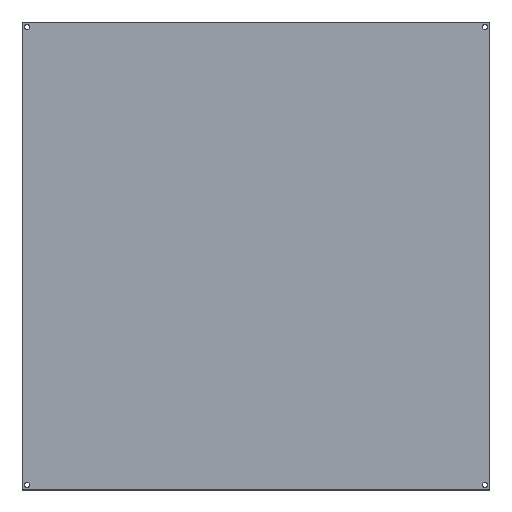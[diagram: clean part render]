
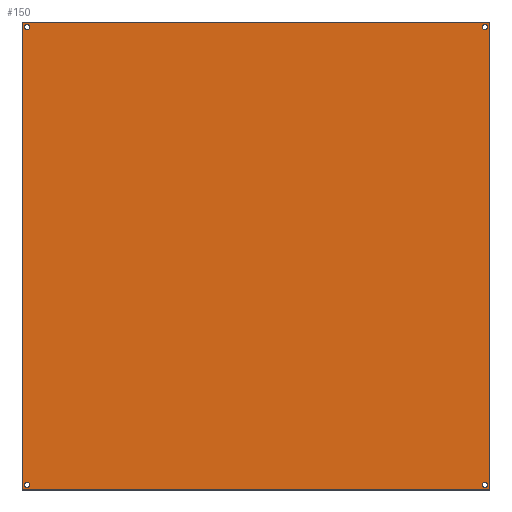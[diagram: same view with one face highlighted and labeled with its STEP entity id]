
A CAD part, top view. The second image highlights one B-rep face of the part: STEP entity #150.
In plain terms, the highlighted planar face has unit normal (0, 0, 1).
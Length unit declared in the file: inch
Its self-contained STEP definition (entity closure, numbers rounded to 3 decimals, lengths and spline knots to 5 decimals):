
#2 = FACE_BOUND ( 'NONE', #280, .T. ) ;
#5 = ORIENTED_EDGE ( 'NONE', *, *, #164, .F. ) ;
#7 = VERTEX_POINT ( 'NONE', #22 ) ;
#10 = CARTESIAN_POINT ( 'NONE',  ( -11.375, -11.375, 0.115 ) ) ;
#12 = CARTESIAN_POINT ( 'NONE',  ( -11.125, 11.125, 0.115 ) ) ;
#17 = ORIENTED_EDGE ( 'NONE', *, *, #206, .T. ) ;
#18 = DIRECTION ( 'NONE',  ( 0., 0., -1. ) ) ;
#22 = CARTESIAN_POINT ( 'NONE',  ( 11.375, -11.375, 0.115 ) ) ;
#23 = VECTOR ( 'NONE', #367, 39.37008 ) ;
#24 = DIRECTION ( 'NONE',  ( 0., 0., 1. ) ) ;
#28 = CARTESIAN_POINT ( 'NONE',  ( -11.375, -11.375, 0.115 ) ) ;
#29 = EDGE_CURVE ( 'NONE', #232, #7, #247, .T. ) ;
#49 = EDGE_LOOP ( 'NONE', ( #273, #284, #261, #5 ) ) ;
#57 = DIRECTION ( 'NONE',  ( 1., 0., 0. ) ) ;
#58 = CIRCLE ( 'NONE', #201, 0.125 ) ;
#62 = LINE ( 'NONE', #10, #241 ) ;
#70 = VERTEX_POINT ( 'NONE', #191 ) ;
#81 = FACE_BOUND ( 'NONE', #162, .T. ) ;
#93 = EDGE_LOOP ( 'NONE', ( #249 ) ) ;
#99 = VERTEX_POINT ( 'NONE', #28 ) ;
#100 = CARTESIAN_POINT ( 'NONE',  ( -11.375, 11.375, 0.115 ) ) ;
#104 = AXIS2_PLACEMENT_3D ( 'NONE', #12, #240, #127 ) ;
#112 = CARTESIAN_POINT ( 'NONE',  ( 0., 0., 0.115 ) ) ;
#114 = ORIENTED_EDGE ( 'NONE', *, *, #368, .T. ) ;
#117 = EDGE_CURVE ( 'NONE', #355, #355, #153, .T. ) ;
#127 = DIRECTION ( 'NONE',  ( 1., 0., 0. ) ) ;
#131 = LINE ( 'NONE', #243, #23 ) ;
#137 = CARTESIAN_POINT ( 'NONE',  ( 11.375, 11.375, 0.115 ) ) ;
#140 = DIRECTION ( 'NONE',  ( 1., 0., 0. ) ) ;
#144 = CARTESIAN_POINT ( 'NONE',  ( -11.375, 11.375, 0.115 ) ) ;
#145 = ORIENTED_EDGE ( 'NONE', *, *, #117, .T. ) ;
#147 = AXIS2_PLACEMENT_3D ( 'NONE', #224, #222, #140 ) ;
#150 = ADVANCED_FACE ( 'NONE', ( #227, #81, #2, #318, #292 ), #290, .T. ) ;
#153 = CIRCLE ( 'NONE', #147, 0.125 ) ;
#156 = EDGE_CURVE ( 'NONE', #274, #274, #173, .T. ) ;
#162 = EDGE_LOOP ( 'NONE', ( #114 ) ) ;
#164 = EDGE_CURVE ( 'NONE', #277, #232, #221, .T. ) ;
#167 = AXIS2_PLACEMENT_3D ( 'NONE', #112, #24, #57 ) ;
#168 = DIRECTION ( 'NONE',  ( 0., -1., 0. ) ) ;
#173 = CIRCLE ( 'NONE', #248, 0.125 ) ;
#184 = VERTEX_POINT ( 'NONE', #324 ) ;
#191 = CARTESIAN_POINT ( 'NONE',  ( -11., 11.125, 0.115 ) ) ;
#193 = VECTOR ( 'NONE', #168, 39.37008 ) ;
#201 = AXIS2_PLACEMENT_3D ( 'NONE', #332, #18, #370 ) ;
#206 = EDGE_CURVE ( 'NONE', #184, #184, #58, .T. ) ;
#221 = LINE ( 'NONE', #144, #251 ) ;
#222 = DIRECTION ( 'NONE',  ( 0., 0., -1. ) ) ;
#224 = CARTESIAN_POINT ( 'NONE',  ( 11.125, -11.125, 0.115 ) ) ;
#227 = FACE_BOUND ( 'NONE', #93, .T. ) ;
#232 = VERTEX_POINT ( 'NONE', #246 ) ;
#240 = DIRECTION ( 'NONE',  ( 0., 0., -1. ) ) ;
#241 = VECTOR ( 'NONE', #301, 39.37008 ) ;
#243 = CARTESIAN_POINT ( 'NONE',  ( 11.375, -11.375, 0.115 ) ) ;
#246 = CARTESIAN_POINT ( 'NONE',  ( 11.375, 11.375, 0.115 ) ) ;
#247 = LINE ( 'NONE', #137, #193 ) ;
#248 = AXIS2_PLACEMENT_3D ( 'NONE', #255, #252, #376 ) ;
#249 = ORIENTED_EDGE ( 'NONE', *, *, #156, .T. ) ;
#251 = VECTOR ( 'NONE', #311, 39.37008 ) ;
#252 = DIRECTION ( 'NONE',  ( 0., 0., -1. ) ) ;
#255 = CARTESIAN_POINT ( 'NONE',  ( -11.125, -11.125, 0.115 ) ) ;
#261 = ORIENTED_EDGE ( 'NONE', *, *, #29, .F. ) ;
#263 = CARTESIAN_POINT ( 'NONE',  ( 11.25, -11.125, 0.115 ) ) ;
#273 = ORIENTED_EDGE ( 'NONE', *, *, #371, .F. ) ;
#274 = VERTEX_POINT ( 'NONE', #328 ) ;
#277 = VERTEX_POINT ( 'NONE', #100 ) ;
#280 = EDGE_LOOP ( 'NONE', ( #17 ) ) ;
#284 = ORIENTED_EDGE ( 'NONE', *, *, #347, .F. ) ;
#286 = CIRCLE ( 'NONE', #104, 0.125 ) ;
#290 = PLANE ( 'NONE',  #167 ) ;
#292 = FACE_OUTER_BOUND ( 'NONE', #49, .T. ) ;
#301 = DIRECTION ( 'NONE',  ( 0., 1., 0. ) ) ;
#311 = DIRECTION ( 'NONE',  ( 1., 0., 0. ) ) ;
#318 = FACE_BOUND ( 'NONE', #359, .T. ) ;
#324 = CARTESIAN_POINT ( 'NONE',  ( 11.25, 11.125, 0.115 ) ) ;
#328 = CARTESIAN_POINT ( 'NONE',  ( -11., -11.125, 0.115 ) ) ;
#332 = CARTESIAN_POINT ( 'NONE',  ( 11.125, 11.125, 0.115 ) ) ;
#347 = EDGE_CURVE ( 'NONE', #7, #99, #131, .T. ) ;
#355 = VERTEX_POINT ( 'NONE', #263 ) ;
#359 = EDGE_LOOP ( 'NONE', ( #145 ) ) ;
#367 = DIRECTION ( 'NONE',  ( -1., 0., 0. ) ) ;
#368 = EDGE_CURVE ( 'NONE', #70, #70, #286, .T. ) ;
#370 = DIRECTION ( 'NONE',  ( 1., 0., 0. ) ) ;
#371 = EDGE_CURVE ( 'NONE', #99, #277, #62, .T. ) ;
#376 = DIRECTION ( 'NONE',  ( 1., 0., 0. ) ) ;
